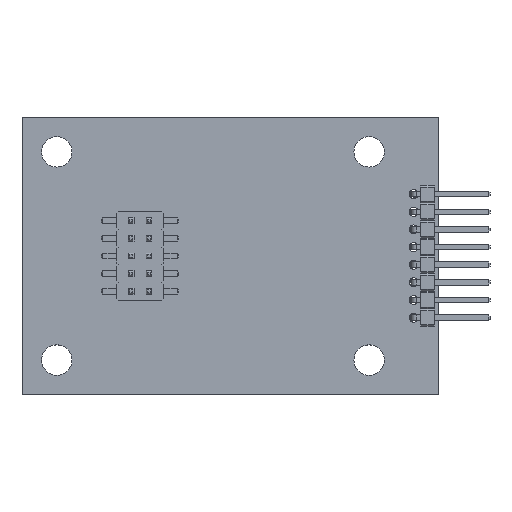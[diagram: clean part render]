
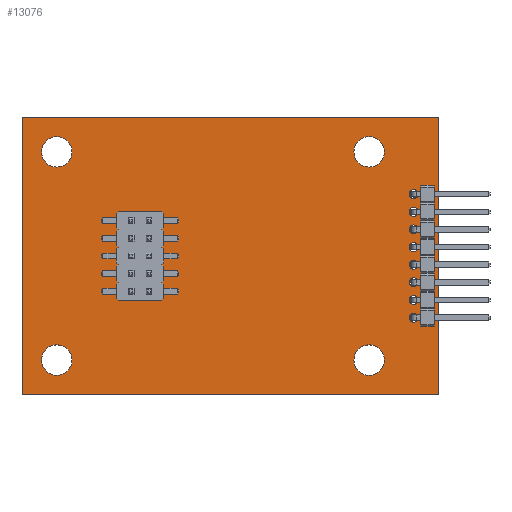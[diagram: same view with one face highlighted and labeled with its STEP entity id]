
A CAD part, top view. The second image highlights one B-rep face of the part: STEP entity #13076.
In plain terms, the highlighted planar face has unit normal (0, 0, 1).
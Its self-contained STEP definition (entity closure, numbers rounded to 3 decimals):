
#12832 = VERTEX_POINT('',#12833);
#12833 = CARTESIAN_POINT('',(110.,-90.,1.6));
#12839 = EDGE_CURVE('',#12832,#12840,#12842,.T.);
#12840 = VERTEX_POINT('',#12841);
#12841 = CARTESIAN_POINT('',(80.,-90.,1.6));
#12842 = LINE('',#12843,#12844);
#12843 = CARTESIAN_POINT('',(110.,-90.,1.6));
#12844 = VECTOR('',#12845,1.);
#12845 = DIRECTION('',(-1.,0.,0.));
#12872 = VERTEX_POINT('',#12873);
#12873 = CARTESIAN_POINT('',(110.,-70.,1.6));
#12879 = EDGE_CURVE('',#12872,#12832,#12880,.T.);
#12880 = LINE('',#12881,#12882);
#12881 = CARTESIAN_POINT('',(110.,-70.,1.6));
#12882 = VECTOR('',#12883,1.);
#12883 = DIRECTION('',(0.,-1.,0.));
#12901 = EDGE_CURVE('',#12840,#12902,#12904,.T.);
#12902 = VERTEX_POINT('',#12903);
#12903 = CARTESIAN_POINT('',(80.,-70.,1.6));
#12904 = LINE('',#12905,#12906);
#12905 = CARTESIAN_POINT('',(80.,-90.,1.6));
#12906 = VECTOR('',#12907,1.);
#12907 = DIRECTION('',(0.,1.,0.));
#13076 = ADVANCED_FACE('',(#13077,#13088,#13099,#13110,#13121,#13132,
    #13143,#13154,#13165,#13176,#13187,#13198,#13209),#13220,.F.);
#13077 = FACE_BOUND('',#13078,.F.);
#13078 = EDGE_LOOP('',(#13079,#13080,#13081,#13087));
#13079 = ORIENTED_EDGE('',*,*,#12839,.T.);
#13080 = ORIENTED_EDGE('',*,*,#12901,.T.);
#13081 = ORIENTED_EDGE('',*,*,#13082,.T.);
#13082 = EDGE_CURVE('',#12902,#12872,#13083,.T.);
#13083 = LINE('',#13084,#13085);
#13084 = CARTESIAN_POINT('',(80.,-70.,1.6));
#13085 = VECTOR('',#13086,1.);
#13086 = DIRECTION('',(1.,0.,0.));
#13087 = ORIENTED_EDGE('',*,*,#12879,.T.);
#13088 = FACE_BOUND('',#13089,.F.);
#13089 = EDGE_LOOP('',(#13090));
#13090 = ORIENTED_EDGE('',*,*,#13091,.F.);
#13091 = EDGE_CURVE('',#13092,#13092,#13094,.T.);
#13092 = VERTEX_POINT('',#13093);
#13093 = CARTESIAN_POINT('',(105.,-88.6,1.6));
#13094 = CIRCLE('',#13095,1.1);
#13095 = AXIS2_PLACEMENT_3D('',#13096,#13097,#13098);
#13096 = CARTESIAN_POINT('',(105.,-87.5,1.6));
#13097 = DIRECTION('',(-0.,0.,-1.));
#13098 = DIRECTION('',(-0.,-1.,0.));
#13099 = FACE_BOUND('',#13100,.F.);
#13100 = EDGE_LOOP('',(#13101));
#13101 = ORIENTED_EDGE('',*,*,#13102,.F.);
#13102 = EDGE_CURVE('',#13103,#13103,#13105,.T.);
#13103 = VERTEX_POINT('',#13104);
#13104 = CARTESIAN_POINT('',(108.2,-84.765,1.6));
#13105 = CIRCLE('',#13106,0.325);
#13106 = AXIS2_PLACEMENT_3D('',#13107,#13108,#13109);
#13107 = CARTESIAN_POINT('',(108.2,-84.44,1.6));
#13108 = DIRECTION('',(-0.,0.,-1.));
#13109 = DIRECTION('',(-0.,-1.,0.));
#13110 = FACE_BOUND('',#13111,.F.);
#13111 = EDGE_LOOP('',(#13112));
#13112 = ORIENTED_EDGE('',*,*,#13113,.F.);
#13113 = EDGE_CURVE('',#13114,#13114,#13116,.T.);
#13114 = VERTEX_POINT('',#13115);
#13115 = CARTESIAN_POINT('',(108.2,-83.495,1.6));
#13116 = CIRCLE('',#13117,0.325);
#13117 = AXIS2_PLACEMENT_3D('',#13118,#13119,#13120);
#13118 = CARTESIAN_POINT('',(108.2,-83.17,1.6));
#13119 = DIRECTION('',(-0.,0.,-1.));
#13120 = DIRECTION('',(-0.,-1.,0.));
#13121 = FACE_BOUND('',#13122,.F.);
#13122 = EDGE_LOOP('',(#13123));
#13123 = ORIENTED_EDGE('',*,*,#13124,.F.);
#13124 = EDGE_CURVE('',#13125,#13125,#13127,.T.);
#13125 = VERTEX_POINT('',#13126);
#13126 = CARTESIAN_POINT('',(108.2,-82.225,1.6));
#13127 = CIRCLE('',#13128,0.325);
#13128 = AXIS2_PLACEMENT_3D('',#13129,#13130,#13131);
#13129 = CARTESIAN_POINT('',(108.2,-81.9,1.6));
#13130 = DIRECTION('',(-0.,0.,-1.));
#13131 = DIRECTION('',(-0.,-1.,0.));
#13132 = FACE_BOUND('',#13133,.F.);
#13133 = EDGE_LOOP('',(#13134));
#13134 = ORIENTED_EDGE('',*,*,#13135,.F.);
#13135 = EDGE_CURVE('',#13136,#13136,#13138,.T.);
#13136 = VERTEX_POINT('',#13137);
#13137 = CARTESIAN_POINT('',(108.2,-80.955,1.6));
#13138 = CIRCLE('',#13139,0.325);
#13139 = AXIS2_PLACEMENT_3D('',#13140,#13141,#13142);
#13140 = CARTESIAN_POINT('',(108.2,-80.63,1.6));
#13141 = DIRECTION('',(-0.,0.,-1.));
#13142 = DIRECTION('',(-0.,-1.,0.));
#13143 = FACE_BOUND('',#13144,.F.);
#13144 = EDGE_LOOP('',(#13145));
#13145 = ORIENTED_EDGE('',*,*,#13146,.F.);
#13146 = EDGE_CURVE('',#13147,#13147,#13149,.T.);
#13147 = VERTEX_POINT('',#13148);
#13148 = CARTESIAN_POINT('',(82.5,-88.6,1.6));
#13149 = CIRCLE('',#13150,1.1);
#13150 = AXIS2_PLACEMENT_3D('',#13151,#13152,#13153);
#13151 = CARTESIAN_POINT('',(82.5,-87.5,1.6));
#13152 = DIRECTION('',(-0.,0.,-1.));
#13153 = DIRECTION('',(-0.,-1.,0.));
#13154 = FACE_BOUND('',#13155,.F.);
#13155 = EDGE_LOOP('',(#13156));
#13156 = ORIENTED_EDGE('',*,*,#13157,.F.);
#13157 = EDGE_CURVE('',#13158,#13158,#13160,.T.);
#13158 = VERTEX_POINT('',#13159);
#13159 = CARTESIAN_POINT('',(108.2,-79.685,1.6));
#13160 = CIRCLE('',#13161,0.325);
#13161 = AXIS2_PLACEMENT_3D('',#13162,#13163,#13164);
#13162 = CARTESIAN_POINT('',(108.2,-79.36,1.6));
#13163 = DIRECTION('',(-0.,0.,-1.));
#13164 = DIRECTION('',(-0.,-1.,0.));
#13165 = FACE_BOUND('',#13166,.F.);
#13166 = EDGE_LOOP('',(#13167));
#13167 = ORIENTED_EDGE('',*,*,#13168,.F.);
#13168 = EDGE_CURVE('',#13169,#13169,#13171,.T.);
#13169 = VERTEX_POINT('',#13170);
#13170 = CARTESIAN_POINT('',(108.2,-78.415,1.6));
#13171 = CIRCLE('',#13172,0.325);
#13172 = AXIS2_PLACEMENT_3D('',#13173,#13174,#13175);
#13173 = CARTESIAN_POINT('',(108.2,-78.09,1.6));
#13174 = DIRECTION('',(-0.,0.,-1.));
#13175 = DIRECTION('',(-0.,-1.,0.));
#13176 = FACE_BOUND('',#13177,.F.);
#13177 = EDGE_LOOP('',(#13178));
#13178 = ORIENTED_EDGE('',*,*,#13179,.F.);
#13179 = EDGE_CURVE('',#13180,#13180,#13182,.T.);
#13180 = VERTEX_POINT('',#13181);
#13181 = CARTESIAN_POINT('',(108.2,-77.145,1.6));
#13182 = CIRCLE('',#13183,0.325);
#13183 = AXIS2_PLACEMENT_3D('',#13184,#13185,#13186);
#13184 = CARTESIAN_POINT('',(108.2,-76.82,1.6));
#13185 = DIRECTION('',(-0.,0.,-1.));
#13186 = DIRECTION('',(-0.,-1.,0.));
#13187 = FACE_BOUND('',#13188,.F.);
#13188 = EDGE_LOOP('',(#13189));
#13189 = ORIENTED_EDGE('',*,*,#13190,.F.);
#13190 = EDGE_CURVE('',#13191,#13191,#13193,.T.);
#13191 = VERTEX_POINT('',#13192);
#13192 = CARTESIAN_POINT('',(108.2,-75.875,1.6));
#13193 = CIRCLE('',#13194,0.325);
#13194 = AXIS2_PLACEMENT_3D('',#13195,#13196,#13197);
#13195 = CARTESIAN_POINT('',(108.2,-75.55,1.6));
#13196 = DIRECTION('',(-0.,0.,-1.));
#13197 = DIRECTION('',(-0.,-1.,0.));
#13198 = FACE_BOUND('',#13199,.F.);
#13199 = EDGE_LOOP('',(#13200));
#13200 = ORIENTED_EDGE('',*,*,#13201,.F.);
#13201 = EDGE_CURVE('',#13202,#13202,#13204,.T.);
#13202 = VERTEX_POINT('',#13203);
#13203 = CARTESIAN_POINT('',(105.,-73.6,1.6));
#13204 = CIRCLE('',#13205,1.1);
#13205 = AXIS2_PLACEMENT_3D('',#13206,#13207,#13208);
#13206 = CARTESIAN_POINT('',(105.,-72.5,1.6));
#13207 = DIRECTION('',(-0.,0.,-1.));
#13208 = DIRECTION('',(-0.,-1.,0.));
#13209 = FACE_BOUND('',#13210,.F.);
#13210 = EDGE_LOOP('',(#13211));
#13211 = ORIENTED_EDGE('',*,*,#13212,.F.);
#13212 = EDGE_CURVE('',#13213,#13213,#13215,.T.);
#13213 = VERTEX_POINT('',#13214);
#13214 = CARTESIAN_POINT('',(82.5,-73.6,1.6));
#13215 = CIRCLE('',#13216,1.1);
#13216 = AXIS2_PLACEMENT_3D('',#13217,#13218,#13219);
#13217 = CARTESIAN_POINT('',(82.5,-72.5,1.6));
#13218 = DIRECTION('',(-0.,0.,-1.));
#13219 = DIRECTION('',(-0.,-1.,0.));
#13220 = PLANE('',#13221);
#13221 = AXIS2_PLACEMENT_3D('',#13222,#13223,#13224);
#13222 = CARTESIAN_POINT('',(95.,-80.,1.6));
#13223 = DIRECTION('',(-0.,-0.,-1.));
#13224 = DIRECTION('',(-1.,0.,0.));
